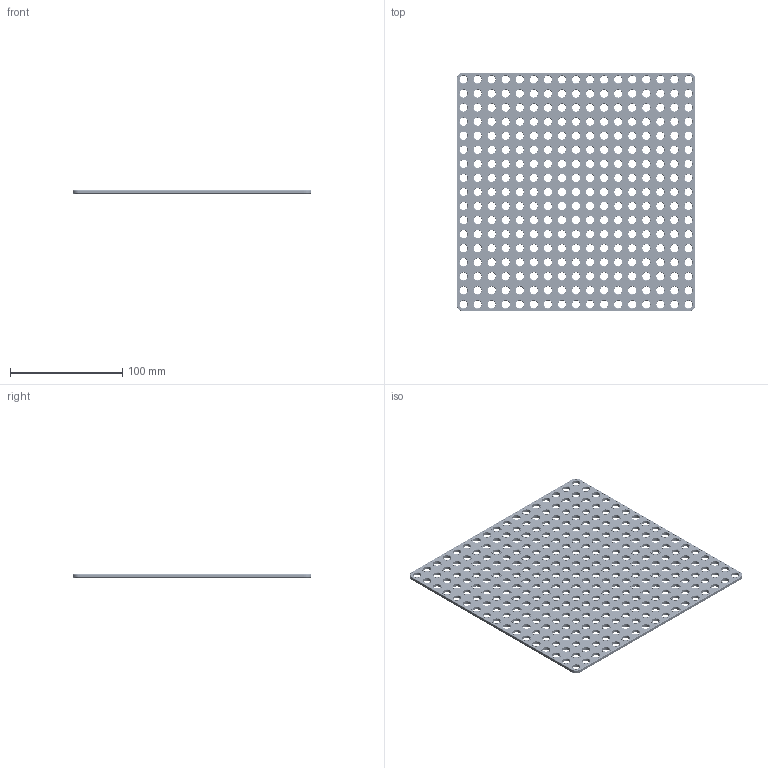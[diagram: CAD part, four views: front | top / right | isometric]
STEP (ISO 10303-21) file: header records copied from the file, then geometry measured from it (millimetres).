
FILE_DESCRIPTION(('FreeCAD Model'),'2;1');
FILE_NAME('Open CASCADE Shape Model','2024-01-31T15:17:34',(''),(''), 'Open CASCADE STEP processor 7.6','FreeCAD','Unknown');
FILE_SCHEMA(('AUTOMOTIVE_DESIGN { 1 0 10303 214 1 1 1 1 }'));
Products named in the file (1): Plate SQR CRNR BU17x00.25 - SPN-PLT-0052 (stemfie.org)
Bounding box: 212.5 x 212.5 x 3.12 mm (x, y, z)
Volume: 100590 mm3; surface area: 89861.6 mm2
Topology: 1 solids, 1 shells, 1934 faces, 4239 edges, 2628 vertices
Faces by surface type: plane 610, cylinder 586, cone 586, extrusion 152
Full cylindrical faces by diameter (mm): 7 x289, 9.2 x289
Entity records: 111574 total; most frequent: CARTESIAN_POINT 24098, DIRECTION 16313, VECTOR 8637, LINE 8485, ORIENTED_EDGE 8478, PCURVE 8478, DEFINITIONAL_REPRESENTATION 8478, EDGE_CURVE 4239
